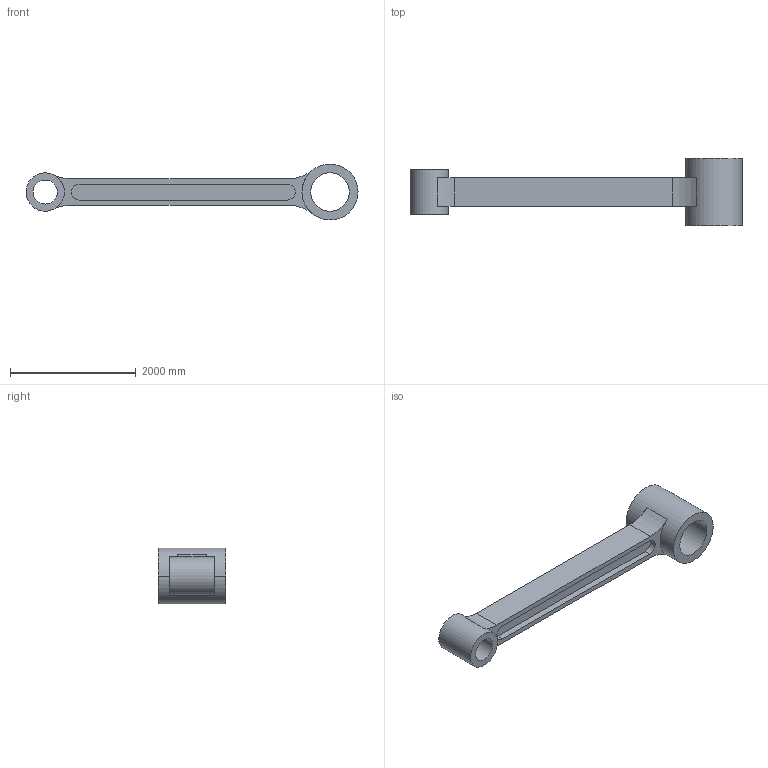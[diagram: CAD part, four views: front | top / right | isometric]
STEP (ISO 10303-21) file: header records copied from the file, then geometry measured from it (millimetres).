
FILE_DESCRIPTION((''),'2;1');
FILE_NAME('ARTICULATED_ROD','2025-12-19T09:30:47',('H576696'),('Honeywell International Inc.'),'CREO PARAMETRIC BY PTC INC, 2023134','CREO PARAMETRIC BY PTC INC, 2023134','');
FILE_SCHEMA(('AUTOMOTIVE_DESIGN { 1 0 10303 214 1 1 1 1 }'));
Length unit declared in the file: inch
Products named in the file (1): ARTICULATED_ROD
Bounding box: 5270.27 x 1066.8 x 888.95 mm (x, y, z)
Volume: 1034845627.5 mm3; surface area: 16104015.6 mm2
Topology: 1 solids, 1 shells, 32 faces, 80 edges, 52 vertices
Faces by surface type: cylinder 18, plane 14
Entity records: 1145 total; most frequent: DIRECTION 186, CARTESIAN_POINT 167, ORIENTED_EDGE 160, COLOUR_RGB 106, EDGE_CURVE 80, AXIS2_PLACEMENT_3D 73, VERTEX_POINT 52, VECTOR 40
